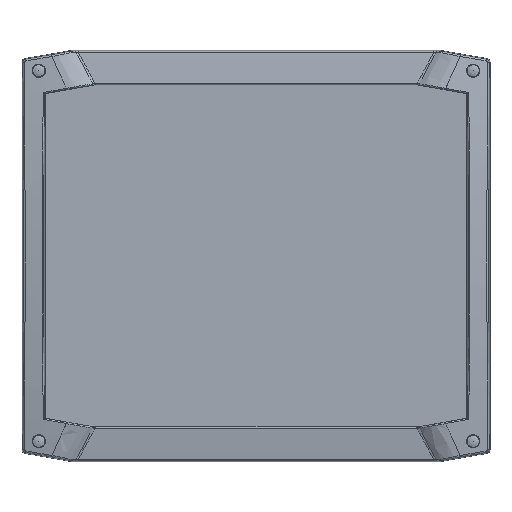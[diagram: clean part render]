
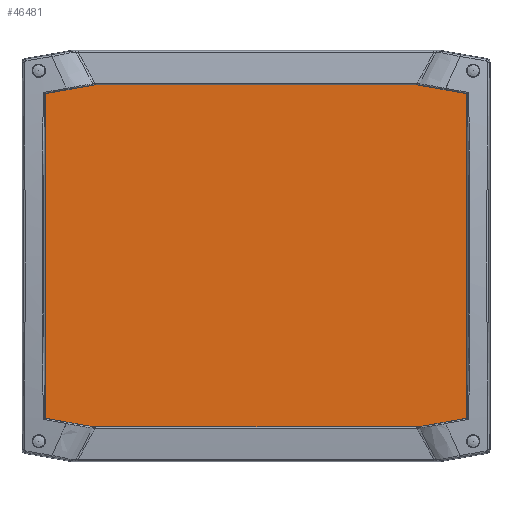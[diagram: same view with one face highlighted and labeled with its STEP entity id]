
A CAD part, top view. The second image highlights one B-rep face of the part: STEP entity #46481.
In plain terms, the highlighted planar face has unit normal (0, 0, 1).
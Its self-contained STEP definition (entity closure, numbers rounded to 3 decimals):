
#1383=ELLIPSE('',#49489,0.505,0.5);
#1384=ELLIPSE('',#49490,0.505,0.5);
#1385=ELLIPSE('',#49491,0.505,0.5);
#1386=ELLIPSE('',#49492,0.505,0.5);
#3733=LINE('',#73123,#6931);
#3734=LINE('',#73127,#6932);
#3735=LINE('',#73129,#6933);
#3736=LINE('',#73131,#6934);
#3737=LINE('',#73135,#6935);
#3738=LINE('',#73139,#6936);
#3739=LINE('',#73141,#6937);
#3740=LINE('',#73142,#6938);
#6931=VECTOR('',#56080,182.327);
#6932=VECTOR('',#56083,27.743);
#6933=VECTOR('',#56084,182.083);
#6934=VECTOR('',#56085,27.743);
#6935=VECTOR('',#56088,182.327);
#6936=VECTOR('',#56091,27.743);
#6937=VECTOR('',#56092,182.083);
#6938=VECTOR('',#56093,27.743);
#10026=PLANE('',#49488);
#12167=FACE_OUTER_BOUND('',#14913,.T.);
#14913=EDGE_LOOP('',(#32338,#32339,#32340,#32341,#32342,#32343,#32344,#32345,
#32346,#32347,#32348,#32349));
#19360=VERTEX_POINT('',#73119);
#19361=VERTEX_POINT('',#73120);
#19362=VERTEX_POINT('',#73122);
#19363=VERTEX_POINT('',#73124);
#19364=VERTEX_POINT('',#73126);
#19365=VERTEX_POINT('',#73128);
#19366=VERTEX_POINT('',#73130);
#19367=VERTEX_POINT('',#73132);
#19368=VERTEX_POINT('',#73134);
#19369=VERTEX_POINT('',#73136);
#19370=VERTEX_POINT('',#73138);
#19371=VERTEX_POINT('',#73140);
#24443=EDGE_CURVE('',#19360,#19361,#1383,.T.);
#24444=EDGE_CURVE('',#19362,#19360,#3733,.T.);
#24445=EDGE_CURVE('',#19363,#19362,#1384,.T.);
#24446=EDGE_CURVE('',#19364,#19363,#3734,.T.);
#24447=EDGE_CURVE('',#19365,#19364,#3735,.T.);
#24448=EDGE_CURVE('',#19366,#19365,#3736,.T.);
#24449=EDGE_CURVE('',#19367,#19366,#1385,.T.);
#24450=EDGE_CURVE('',#19368,#19367,#3737,.T.);
#24451=EDGE_CURVE('',#19369,#19368,#1386,.T.);
#24452=EDGE_CURVE('',#19370,#19369,#3738,.T.);
#24453=EDGE_CURVE('',#19371,#19370,#3739,.T.);
#24454=EDGE_CURVE('',#19361,#19371,#3740,.T.);
#32338=ORIENTED_EDGE('',*,*,#24443,.F.);
#32339=ORIENTED_EDGE('',*,*,#24444,.F.);
#32340=ORIENTED_EDGE('',*,*,#24445,.F.);
#32341=ORIENTED_EDGE('',*,*,#24446,.F.);
#32342=ORIENTED_EDGE('',*,*,#24447,.F.);
#32343=ORIENTED_EDGE('',*,*,#24448,.F.);
#32344=ORIENTED_EDGE('',*,*,#24449,.F.);
#32345=ORIENTED_EDGE('',*,*,#24450,.F.);
#32346=ORIENTED_EDGE('',*,*,#24451,.F.);
#32347=ORIENTED_EDGE('',*,*,#24452,.F.);
#32348=ORIENTED_EDGE('',*,*,#24453,.F.);
#32349=ORIENTED_EDGE('',*,*,#24454,.F.);
#46481=ADVANCED_FACE('',(#12167),#10026,.T.);
#49488=AXIS2_PLACEMENT_3D('',#73118,#56076,#56077);
#49489=AXIS2_PLACEMENT_3D('',#73121,#56078,#56079);
#49490=AXIS2_PLACEMENT_3D('',#73125,#56081,#56082);
#49491=AXIS2_PLACEMENT_3D('',#73133,#56086,#56087);
#49492=AXIS2_PLACEMENT_3D('',#73137,#56089,#56090);
#56076=DIRECTION('center_axis',(0.,0.,1.));
#56077=DIRECTION('ref_axis',(1.,0.,0.));
#56078=DIRECTION('center_axis',(0.,0.,-1.));
#56079=DIRECTION('ref_axis',(0.98,-0.198,0.));
#56080=DIRECTION('',(0.,-1.,0.));
#56081=DIRECTION('center_axis',(0.,0.,-1.));
#56082=DIRECTION('ref_axis',(0.98,0.198,0.));
#56083=DIRECTION('',(0.985,-0.174,0.));
#56084=DIRECTION('',(1.,0.,0.));
#56085=DIRECTION('',(0.985,0.174,0.));
#56086=DIRECTION('center_axis',(0.,0.,-1.));
#56087=DIRECTION('ref_axis',(-0.98,0.198,0.));
#56088=DIRECTION('',(0.,1.,0.));
#56089=DIRECTION('center_axis',(0.,0.,-1.));
#56090=DIRECTION('ref_axis',(-0.98,-0.198,0.));
#56091=DIRECTION('',(-0.985,0.174,0.));
#56092=DIRECTION('',(-1.,0.,0.));
#56093=DIRECTION('',(-0.985,-0.174,0.));
#73118=CARTESIAN_POINT('Origin',(118.777,0.,-11.));
#73119=CARTESIAN_POINT('',(118.777,-91.164,-11.));
#73120=CARTESIAN_POINT('',(118.363,-91.654,-11.));
#73121=CARTESIAN_POINT('Origin',(118.272,-91.162,-11.));
#73122=CARTESIAN_POINT('',(118.777,91.164,-11.));
#73123=CARTESIAN_POINT('',(118.777,91.164,-11.));
#73124=CARTESIAN_POINT('',(118.363,91.654,-11.));
#73125=CARTESIAN_POINT('Origin',(118.272,91.162,-11.));
#73126=CARTESIAN_POINT('',(91.041,96.472,-11.));
#73127=CARTESIAN_POINT('',(91.041,96.472,-11.));
#73128=CARTESIAN_POINT('',(-91.041,96.472,-11.));
#73129=CARTESIAN_POINT('',(-91.041,96.472,-11.));
#73130=CARTESIAN_POINT('',(-118.363,91.654,-11.));
#73131=CARTESIAN_POINT('',(-118.363,91.654,-11.));
#73132=CARTESIAN_POINT('',(-118.777,91.164,-11.));
#73133=CARTESIAN_POINT('Origin',(-118.272,91.162,-11.));
#73134=CARTESIAN_POINT('',(-118.777,-91.164,-11.));
#73135=CARTESIAN_POINT('',(-118.777,-91.164,-11.));
#73136=CARTESIAN_POINT('',(-118.363,-91.654,-11.));
#73137=CARTESIAN_POINT('Origin',(-118.272,-91.162,-11.));
#73138=CARTESIAN_POINT('',(-91.041,-96.472,-11.));
#73139=CARTESIAN_POINT('',(-91.041,-96.472,-11.));
#73140=CARTESIAN_POINT('',(91.041,-96.472,-11.));
#73141=CARTESIAN_POINT('',(91.041,-96.472,-11.));
#73142=CARTESIAN_POINT('',(118.363,-91.654,-11.));
